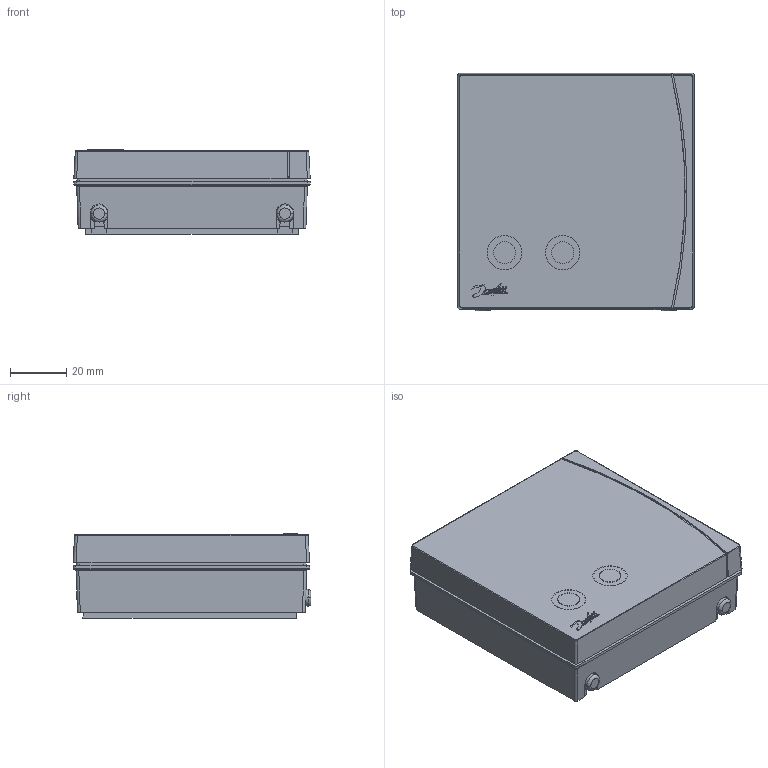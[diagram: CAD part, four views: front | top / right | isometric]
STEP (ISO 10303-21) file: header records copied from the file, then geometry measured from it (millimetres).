
FILE_DESCRIPTION((''),'2;1');
FILE_NAME('RXS1-V2_DBR__STEP_SW0001','2023-09-28T15:54:51',('U331767'),('Danfoss'),'CREO PARAMETRIC BY PTC INC, 2022124','CREO PARAMETRIC BY PTC INC, 2022124','');
FILE_SCHEMA(('CONFIG_CONTROL_DESIGN'));
Products named in the file (1): RXS1-V2_DBR__STEP_SW0001
Bounding box: 84 x 84.47 x 29.86 mm (x, y, z)
Volume: 60598.2 mm3; surface area: 73943.3 mm2
Topology: 4 solids, 4 shells, 3679 faces, 10554 edges, 7027 vertices
Faces by surface type: plane 3258, cylinder 218, cone 109, extrusion 44, bspline 28, torus 22
Entity records: 121791 total; most frequent: CARTESIAN_POINT 25464, ORIENTED_EDGE 21108, DIRECTION 18082, EDGE_CURVE 10554, VECTOR 9574, LINE 9530, VERTEX_POINT 7027, AXIS2_PLACEMENT_3D 4254
